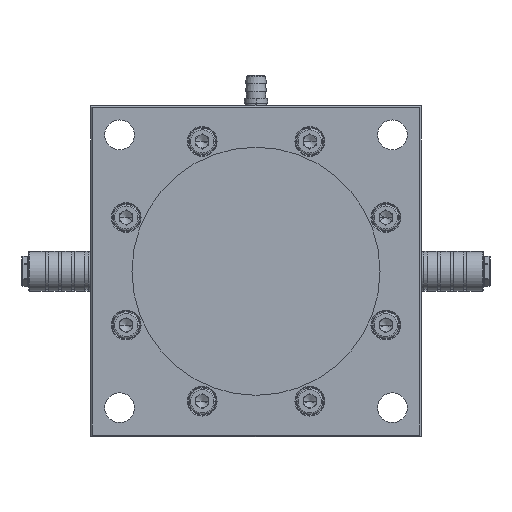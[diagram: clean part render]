
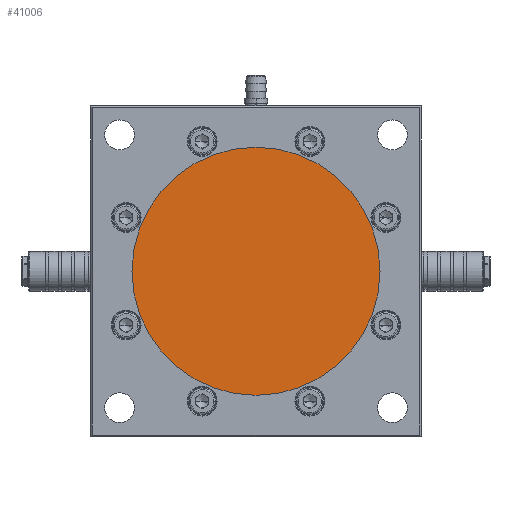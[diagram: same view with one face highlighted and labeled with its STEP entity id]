
A CAD part, front view. The second image highlights one B-rep face of the part: STEP entity #41006.
In plain terms, the highlighted planar face has unit normal (0, -1, 0).
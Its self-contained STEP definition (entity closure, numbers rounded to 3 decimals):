
#948 = FACE_OUTER_BOUND ( 'NONE', #10303, .T. ) ;
#1968 = CARTESIAN_POINT ( 'NONE',  ( 0., 1., 0. ) ) ;
#5641 = VERTEX_POINT ( 'NONE', #41977 ) ;
#5657 = DIRECTION ( 'NONE',  ( -1., 0., 0. ) ) ;
#7123 = DIRECTION ( 'NONE',  ( -1., 0., 0. ) ) ;
#8384 = CARTESIAN_POINT ( 'NONE',  ( -75., 1., 0. ) ) ;
#10303 = EDGE_LOOP ( 'NONE', ( #35405, #42321 ) ) ;
#13420 = CARTESIAN_POINT ( 'NONE',  ( 0., 1., 0. ) ) ;
#15828 = VERTEX_POINT ( 'NONE', #8384 ) ;
#15913 = AXIS2_PLACEMENT_3D ( 'NONE', #1968, #41359, #33735 ) ;
#17204 = PLANE ( 'NONE',  #15913 ) ;
#19362 = DIRECTION ( 'NONE',  ( 0., -1., 0. ) ) ;
#21593 = AXIS2_PLACEMENT_3D ( 'NONE', #42851, #19362, #7123 ) ;
#29324 = DIRECTION ( 'NONE',  ( 0., -1., 0. ) ) ;
#33735 = DIRECTION ( 'NONE',  ( -1., 0., 0. ) ) ;
#33829 = AXIS2_PLACEMENT_3D ( 'NONE', #13420, #29324, #5657 ) ;
#35405 = ORIENTED_EDGE ( 'NONE', *, *, #36717, .T. ) ;
#36717 = EDGE_CURVE ( 'NONE', #15828, #5641, #37477, .T. ) ;
#37477 = CIRCLE ( 'NONE', #33829, 75. ) ;
#39693 = CIRCLE ( 'NONE', #21593, 75. ) ;
#41006 = ADVANCED_FACE ( 'NONE', ( #948 ), #17204, .T. ) ;
#41359 = DIRECTION ( 'NONE',  ( 0., -1., 0. ) ) ;
#41977 = CARTESIAN_POINT ( 'NONE',  ( 75., 1., 0. ) ) ;
#42321 = ORIENTED_EDGE ( 'NONE', *, *, #43109, .T. ) ;
#42851 = CARTESIAN_POINT ( 'NONE',  ( 0., 1., 0. ) ) ;
#43109 = EDGE_CURVE ( 'NONE', #5641, #15828, #39693, .T. ) ;
